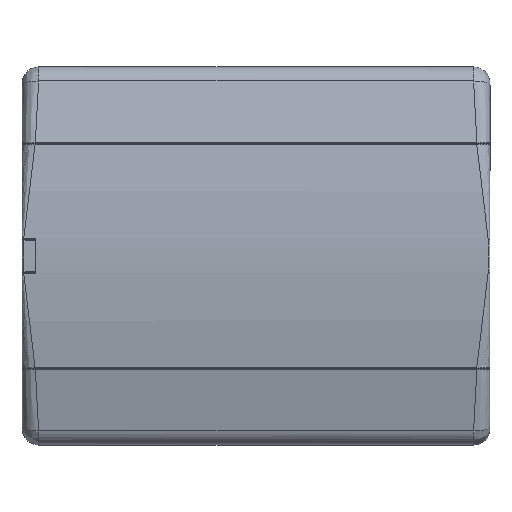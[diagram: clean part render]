
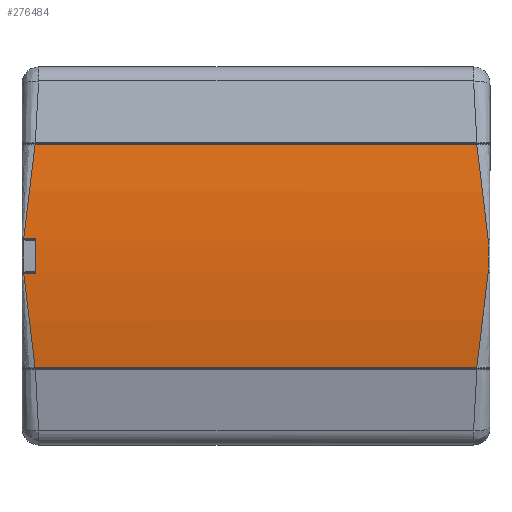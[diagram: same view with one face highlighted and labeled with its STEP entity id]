
A CAD part, top view. The second image highlights one B-rep face of the part: STEP entity #276484.
In plain terms, the highlighted cylindrical face has radius 385 mm (diameter 770 mm), a partial arc.
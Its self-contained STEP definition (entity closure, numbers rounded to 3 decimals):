
#1739 = VERTEX_POINT ( 'NONE', #284286 ) ;
#5470 = FACE_OUTER_BOUND ( 'NONE', #218103, .T. ) ;
#6748 = CARTESIAN_POINT ( 'NONE',  ( -134.11, 0., -301.573 ) ) ;
#8520 = CYLINDRICAL_SURFACE ( 'NONE', #126221, 385. ) ;
#10002 = CARTESIAN_POINT ( 'NONE',  ( -142.61, 0., -301.573 ) ) ;
#11424 = VECTOR ( 'NONE', #163377, 1000. ) ;
#21259 = VECTOR ( 'NONE', #230564, 1000. ) ;
#28503 = CARTESIAN_POINT ( 'NONE',  ( 141.39, -9.999, 83.298 ) ) ;
#29089 = LINE ( 'NONE', #264763, #254431 ) ;
#33115 = CARTESIAN_POINT ( 'NONE',  ( -141.551, 10.501, 83.284 ) ) ;
#35006 = EDGE_CURVE ( 'NONE', #104814, #169661, #288520, .T. ) ;
#37292 = AXIS2_PLACEMENT_3D ( 'NONE', #6748, #101821, #75708 ) ;
#37626 = CARTESIAN_POINT ( 'NONE',  ( -136.95, 49.077, 80.775 ) ) ;
#39902 = DIRECTION ( 'NONE',  ( 0., -1., 0. ) ) ;
#43751 = CARTESIAN_POINT ( 'NONE',  ( -142.61, 68.088, 77.359 ) ) ;
#48253 = AXIS2_PLACEMENT_3D ( 'NONE', #82895, #252684, #39902 ) ;
#51829 = ORIENTED_EDGE ( 'NONE', *, *, #184440, .T. ) ;
#54825 = ORIENTED_EDGE ( 'NONE', *, *, #251116, .T. ) ;
#57631 = CARTESIAN_POINT ( 'NONE',  ( 136.749, -48.913, 80.804 ) ) ;
#61801 = CARTESIAN_POINT ( 'NONE',  ( -134.65, 68.088, 77.359 ) ) ;
#75708 = DIRECTION ( 'NONE',  ( 0., -1., 0. ) ) ;
#76952 = VECTOR ( 'NONE', #279607, 1000. ) ;
#82895 = CARTESIAN_POINT ( 'NONE',  ( 141.39, 0., -301.573 ) ) ;
#87730 = CARTESIAN_POINT ( 'NONE',  ( 139.069, 29.476, 82.791 ) ) ;
#94370 = CARTESIAN_POINT ( 'NONE',  ( -142.61, -68.088, 77.359 ) ) ;
#97039 = CIRCLE ( 'NONE', #48253, 385. ) ;
#101821 = DIRECTION ( 'NONE',  ( -1., 0., 0. ) ) ;
#104814 = VERTEX_POINT ( 'NONE', #61801 ) ;
#105314 = ORIENTED_EDGE ( 'NONE', *, *, #162790, .F. ) ;
#107779 = ORIENTED_EDGE ( 'NONE', *, *, #230450, .T. ) ;
#118593 = EDGE_CURVE ( 'NONE', #190289, #161873, #97039, .T. ) ;
#120574 = B_SPLINE_CURVE_WITH_KNOTS ( 'NONE', 3,
 ( #267295, #57631, #218411, #149536 ),
 .UNSPECIFIED., .F., .F.,
 ( 4, 4 ),
 ( -0.002, 1. ),
 .UNSPECIFIED. ) ;
#126221 = AXIS2_PLACEMENT_3D ( 'NONE', #10002, #244263, #173959 ) ;
#128504 = LINE ( 'NONE', #292055, #76952 ) ;
#130718 = CARTESIAN_POINT ( 'NONE',  ( 134.429, 68.088, 77.359 ) ) ;
#131747 = VERTEX_POINT ( 'NONE', #245127 ) ;
#138732 = LINE ( 'NONE', #43751, #21259 ) ;
#142035 = VERTEX_POINT ( 'NONE', #242730 ) ;
#149009 = B_SPLINE_CURVE_WITH_KNOTS ( 'NONE', 3,
 ( #220314, #214244, #284497, #192810 ),
 .UNSPECIFIED., .F., .F.,
 ( 4, 4 ),
 ( 0.009, 1.002 ),
 .UNSPECIFIED. ) ;
#149536 = CARTESIAN_POINT ( 'NONE',  ( 141.39, -9.999, 83.298 ) ) ;
#160699 = EDGE_CURVE ( 'NONE', #1739, #131747, #128504, .T. ) ;
#161873 = VERTEX_POINT ( 'NONE', #170267 ) ;
#162790 = EDGE_CURVE ( 'NONE', #263284, #169661, #29089, .T. ) ;
#163377 = DIRECTION ( 'NONE',  ( 1., 0., 0. ) ) ;
#169350 = CIRCLE ( 'NONE', #37292, 385. ) ;
#169661 = VERTEX_POINT ( 'NONE', #216761 ) ;
#170267 = CARTESIAN_POINT ( 'NONE',  ( 141.39, 10.001, 83.298 ) ) ;
#172245 = EDGE_CURVE ( 'NONE', #266464, #142035, #282497, .T. ) ;
#173959 = DIRECTION ( 'NONE',  ( 0., 1., 0. ) ) ;
#174451 = CARTESIAN_POINT ( 'NONE',  ( -134.65, -68.088, 77.359 ) ) ;
#176425 = ORIENTED_EDGE ( 'NONE', *, *, #35006, .T. ) ;
#177319 = ORIENTED_EDGE ( 'NONE', *, *, #172245, .T. ) ;
#181120 = CARTESIAN_POINT ( 'NONE',  ( 136.749, 48.913, 80.804 ) ) ;
#184440 = EDGE_CURVE ( 'NONE', #161873, #263657, #217939, .T. ) ;
#190289 = VERTEX_POINT ( 'NONE', #28503 ) ;
#192810 = CARTESIAN_POINT ( 'NONE',  ( -134.65, -68.088, 77.359 ) ) ;
#193260 = CARTESIAN_POINT ( 'NONE',  ( -134.11, 10.501, 83.284 ) ) ;
#200058 = CARTESIAN_POINT ( 'NONE',  ( -139.25, 29.809, 82.757 ) ) ;
#204098 = CARTESIAN_POINT ( 'NONE',  ( 141.39, 10.001, 83.298 ) ) ;
#208632 = ORIENTED_EDGE ( 'NONE', *, *, #282889, .T. ) ;
#214244 = CARTESIAN_POINT ( 'NONE',  ( -139.25, -29.808, 82.758 ) ) ;
#216761 = CARTESIAN_POINT ( 'NONE',  ( -141.551, 10.501, 83.284 ) ) ;
#217939 = B_SPLINE_CURVE_WITH_KNOTS ( 'NONE', 3,
 ( #204098, #87730, #181120, #130718 ),
 .UNSPECIFIED., .F., .F.,
 ( 4, 4 ),
 ( 0., 1.002 ),
 .UNSPECIFIED. ) ;
#218103 = EDGE_LOOP ( 'NONE', ( #105314, #229675, #297048, #208632, #177319, #107779, #253993, #51829, #54825, #176425 ) ) ;
#218411 = CARTESIAN_POINT ( 'NONE',  ( 139.069, -29.475, 82.792 ) ) ;
#220314 = CARTESIAN_POINT ( 'NONE',  ( -141.551, -10.499, 83.284 ) ) ;
#229675 = ORIENTED_EDGE ( 'NONE', *, *, #284137, .F. ) ;
#230450 = EDGE_CURVE ( 'NONE', #142035, #190289, #120574, .T. ) ;
#230564 = DIRECTION ( 'NONE',  ( -1., 0., 0. ) ) ;
#242730 = CARTESIAN_POINT ( 'NONE',  ( 134.429, -68.088, 77.359 ) ) ;
#244263 = DIRECTION ( 'NONE',  ( 1., 0., 0. ) ) ;
#245127 = CARTESIAN_POINT ( 'NONE',  ( -134.11, -10.499, 83.284 ) ) ;
#251116 = EDGE_CURVE ( 'NONE', #263657, #104814, #138732, .T. ) ;
#252684 = DIRECTION ( 'NONE',  ( -1., 0., 0. ) ) ;
#253993 = ORIENTED_EDGE ( 'NONE', *, *, #118593, .T. ) ;
#254431 = VECTOR ( 'NONE', #263263, 1000. ) ;
#263263 = DIRECTION ( 'NONE',  ( -1., 0., 0. ) ) ;
#263284 = VERTEX_POINT ( 'NONE', #193260 ) ;
#263657 = VERTEX_POINT ( 'NONE', #278545 ) ;
#264763 = CARTESIAN_POINT ( 'NONE',  ( -142.61, 10.501, 83.284 ) ) ;
#266464 = VERTEX_POINT ( 'NONE', #174451 ) ;
#267295 = CARTESIAN_POINT ( 'NONE',  ( 134.429, -68.088, 77.359 ) ) ;
#276484 = ADVANCED_FACE ( 'NONE', ( #5470 ), #8520, .T. ) ;
#278545 = CARTESIAN_POINT ( 'NONE',  ( 134.429, 68.088, 77.359 ) ) ;
#279607 = DIRECTION ( 'NONE',  ( 1., 0., 0. ) ) ;
#282497 = LINE ( 'NONE', #94370, #11424 ) ;
#282889 = EDGE_CURVE ( 'NONE', #1739, #266464, #149009, .T. ) ;
#284137 = EDGE_CURVE ( 'NONE', #131747, #263284, #169350, .T. ) ;
#284286 = CARTESIAN_POINT ( 'NONE',  ( -141.551, -10.499, 83.284 ) ) ;
#284497 = CARTESIAN_POINT ( 'NONE',  ( -136.95, -49.077, 80.775 ) ) ;
#288520 = B_SPLINE_CURVE_WITH_KNOTS ( 'NONE', 3,
 ( #291750, #37626, #200058, #33115 ),
 .UNSPECIFIED., .F., .F.,
 ( 4, 4 ),
 ( -0.002, 0.991 ),
 .UNSPECIFIED. ) ;
#291750 = CARTESIAN_POINT ( 'NONE',  ( -134.65, 68.088, 77.359 ) ) ;
#292055 = CARTESIAN_POINT ( 'NONE',  ( -142.61, -10.499, 83.284 ) ) ;
#297048 = ORIENTED_EDGE ( 'NONE', *, *, #160699, .F. ) ;
